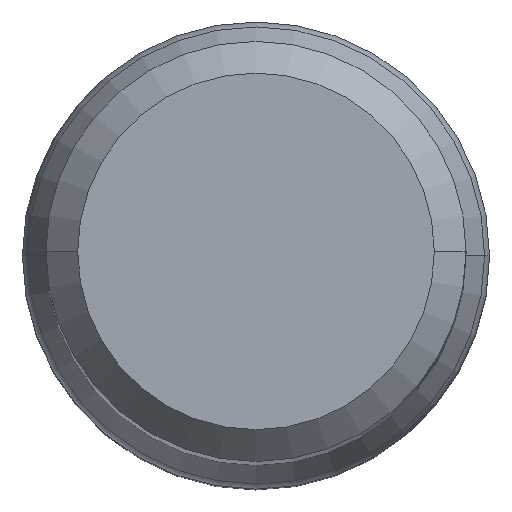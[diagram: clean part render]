
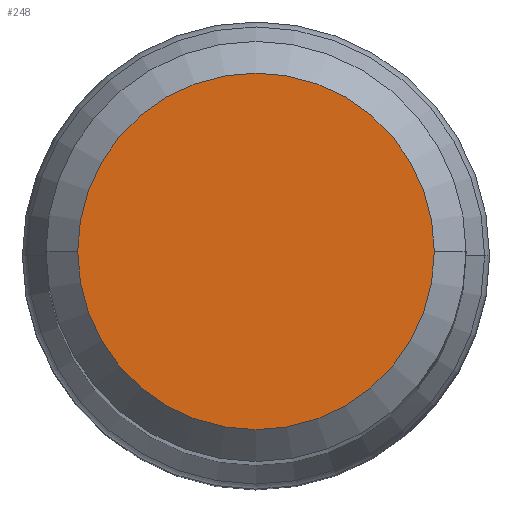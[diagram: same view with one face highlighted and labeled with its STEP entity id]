
A CAD part, top view. The second image highlights one B-rep face of the part: STEP entity #248.
In plain terms, the highlighted planar face has unit normal (0, 0, 1).
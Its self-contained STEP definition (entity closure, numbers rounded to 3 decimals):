
#248=ADVANCED_FACE('',(#279),#268,.F.);
#268=PLANE('',#918);
#279=FACE_OUTER_BOUND('',#309,.T.);
#309=EDGE_LOOP('',(#385,#386,#387,#388));
#385=ORIENTED_EDGE('',*,*,#573,.F.);
#386=ORIENTED_EDGE('',*,*,#574,.F.);
#387=ORIENTED_EDGE('',*,*,#575,.F.);
#388=ORIENTED_EDGE('',*,*,#576,.F.);
#510=VERTEX_POINT('',#1423);
#511=VERTEX_POINT('',#1424);
#512=VERTEX_POINT('',#1426);
#513=VERTEX_POINT('',#1428);
#573=EDGE_CURVE('',#510,#511,#663,.T.);
#574=EDGE_CURVE('',#512,#510,#664,.T.);
#575=EDGE_CURVE('',#513,#512,#665,.T.);
#576=EDGE_CURVE('',#511,#513,#666,.T.);
#663=CIRCLE('',#914,6.738);
#664=CIRCLE('',#915,6.738);
#665=CIRCLE('',#916,6.738);
#666=CIRCLE('',#917,6.738);
#914=AXIS2_PLACEMENT_3D('',#1422,#1079,#1080);
#915=AXIS2_PLACEMENT_3D('',#1425,#1081,#1082);
#916=AXIS2_PLACEMENT_3D('',#1427,#1083,#1084);
#917=AXIS2_PLACEMENT_3D('',#1429,#1085,#1086);
#918=AXIS2_PLACEMENT_3D('',#1430,#1087,#1088);
#1079=DIRECTION('',(0.,0.,-1.));
#1080=DIRECTION('',(-1.,0.,0.));
#1081=DIRECTION('',(0.,0.,-1.));
#1082=DIRECTION('',(0.,-1.,0.));
#1083=DIRECTION('',(0.,0.,-1.));
#1084=DIRECTION('',(1.,0.,0.));
#1085=DIRECTION('',(0.,0.,-1.));
#1086=DIRECTION('',(0.,1.,0.));
#1087=DIRECTION('',(0.,0.,-1.));
#1088=DIRECTION('',(-1.,0.,0.));
#1422=CARTESIAN_POINT('',(0.,0.,30.92));
#1423=CARTESIAN_POINT('',(-6.737,0.,30.92));
#1424=CARTESIAN_POINT('',(0.,6.738,30.92));
#1425=CARTESIAN_POINT('',(0.,0.,30.92));
#1426=CARTESIAN_POINT('',(0.,-6.738,30.92));
#1427=CARTESIAN_POINT('',(0.,0.,30.92));
#1428=CARTESIAN_POINT('',(6.738,0.,30.92));
#1429=CARTESIAN_POINT('',(0.,0.,30.92));
#1430=CARTESIAN_POINT('',(0.,0.,30.92));
